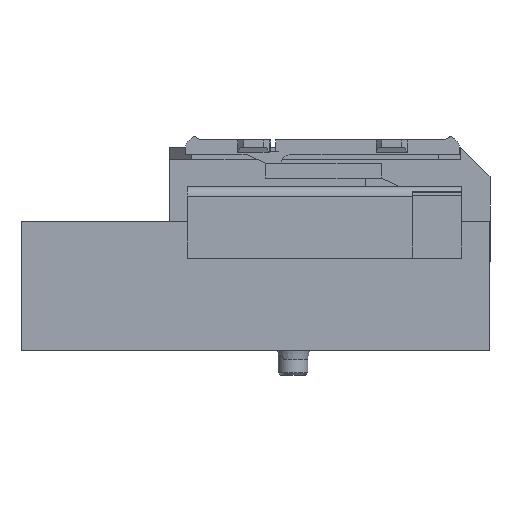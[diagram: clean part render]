
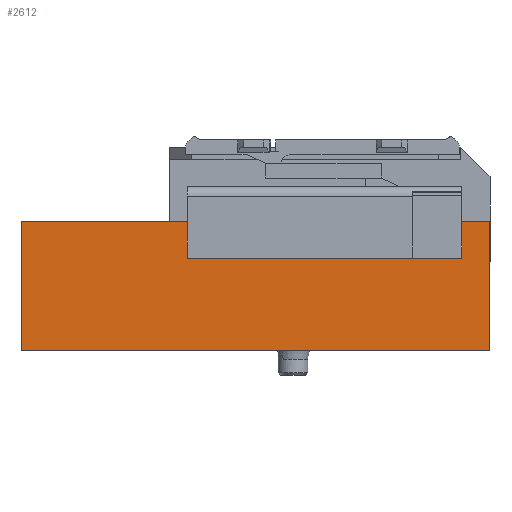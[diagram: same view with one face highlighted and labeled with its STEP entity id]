
A CAD part, left-side view. The second image highlights one B-rep face of the part: STEP entity #2612.
In plain terms, the highlighted planar face has unit normal (-1, 0, 0).
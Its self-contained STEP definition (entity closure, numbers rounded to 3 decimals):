
#106=PLANE('',#2803);
#223=FACE_OUTER_BOUND('',#371,.T.);
#371=EDGE_LOOP('',(#2000,#2001,#2002,#2003));
#570=LINE('',#3910,#873);
#578=LINE('',#3925,#881);
#579=LINE('',#3927,#882);
#580=LINE('',#3928,#883);
#873=VECTOR('',#3162,10.);
#881=VECTOR('',#3174,10.);
#882=VECTOR('',#3177,10.);
#883=VECTOR('',#3178,10.);
#1225=VERTEX_POINT('',#3907);
#1226=VERTEX_POINT('',#3909);
#1230=VERTEX_POINT('',#3921);
#1231=VERTEX_POINT('',#3923);
#1508=EDGE_CURVE('',#1225,#1226,#570,.T.);
#1516=EDGE_CURVE('',#1230,#1231,#578,.T.);
#1517=EDGE_CURVE('',#1225,#1230,#579,.T.);
#1518=EDGE_CURVE('',#1226,#1231,#580,.T.);
#2000=ORIENTED_EDGE('',*,*,#1517,.T.);
#2001=ORIENTED_EDGE('',*,*,#1516,.T.);
#2002=ORIENTED_EDGE('',*,*,#1518,.F.);
#2003=ORIENTED_EDGE('',*,*,#1508,.F.);
#2612=ADVANCED_FACE('',(#223),#106,.T.);
#2803=AXIS2_PLACEMENT_3D('',#3926,#3175,#3176);
#3162=DIRECTION('',(0.,1.,0.));
#3174=DIRECTION('',(0.,1.,0.));
#3175=DIRECTION('center_axis',(-1.,0.,0.));
#3176=DIRECTION('ref_axis',(0.,0.,1.));
#3177=DIRECTION('',(0.,0.,1.));
#3178=DIRECTION('',(0.,0.,1.));
#3907=CARTESIAN_POINT('',(-112.5,0.,-52.6));
#3909=CARTESIAN_POINT('',(-112.5,190.,-52.6));
#3910=CARTESIAN_POINT('',(-112.5,0.,-52.6));
#3921=CARTESIAN_POINT('',(-112.5,0.,0.));
#3923=CARTESIAN_POINT('',(-112.5,190.,0.));
#3925=CARTESIAN_POINT('',(-112.5,0.,0.));
#3926=CARTESIAN_POINT('Origin',(-112.5,0.,-52.6));
#3927=CARTESIAN_POINT('',(-112.5,0.,-52.6));
#3928=CARTESIAN_POINT('',(-112.5,190.,-52.6));
